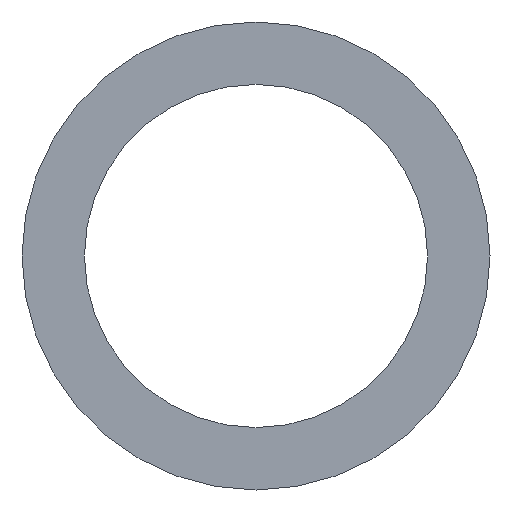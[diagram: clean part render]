
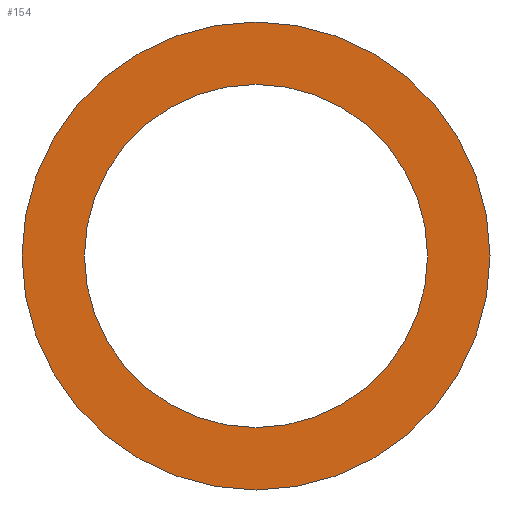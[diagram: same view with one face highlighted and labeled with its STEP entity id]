
A CAD part, left-side view. The second image highlights one B-rep face of the part: STEP entity #154.
In plain terms, the highlighted planar face has unit normal (-1, 0, 0).
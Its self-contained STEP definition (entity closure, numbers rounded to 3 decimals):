
#72 = EDGE_CURVE( '', #150, #108, #184, .T. );
#76 = VERTEX_POINT( '', #189 );
#84 = EDGE_CURVE( '', #76, #130, #197, .T. );
#108 = VERTEX_POINT( '', #223 );
#128 = EDGE_CURVE( '', #130, #76, #248, .T. );
#130 = VERTEX_POINT( '', #250 );
#150 = VERTEX_POINT( '', #273 );
#154 = ADVANCED_FACE( '', ( #277, #278 ), #279, .T. );
#158 = EDGE_CURVE( '', #108, #150, #284, .T. );
#184 = CIRCLE( '', #301, 160. );
#189 = CARTESIAN_POINT( '', ( -132., 117.3, 0. ) );
#197 = CIRCLE( '', #317, 117.3 );
#223 = CARTESIAN_POINT( '', ( -132., 160., 0. ) );
#248 = CIRCLE( '', #384, 117.3 );
#250 = CARTESIAN_POINT( '', ( -132., -117.3, 0. ) );
#273 = CARTESIAN_POINT( '', ( -132., -160., 0. ) );
#277 = FACE_BOUND( '', #420, .T. );
#278 = FACE_OUTER_BOUND( '', #421, .T. );
#279 = PLANE( '', #422 );
#284 = CIRCLE( '', #428, 160. );
#301 = AXIS2_PLACEMENT_3D( '', #439, #440, #441 );
#317 = AXIS2_PLACEMENT_3D( '', #451, #452, #453 );
#384 = AXIS2_PLACEMENT_3D( '', #527, #528, #529 );
#420 = EDGE_LOOP( '', ( #558, #559 ) );
#421 = EDGE_LOOP( '', ( #560, #561 ) );
#422 = AXIS2_PLACEMENT_3D( '', #562, #563, #564 );
#428 = AXIS2_PLACEMENT_3D( '', #573, #574, #575 );
#439 = CARTESIAN_POINT( '', ( -132., 0., 0. ) );
#440 = DIRECTION( '', ( -1., 0., 0. ) );
#441 = DIRECTION( '', ( 0., 1., 0. ) );
#451 = CARTESIAN_POINT( '', ( -132., 0., 0. ) );
#452 = DIRECTION( '', ( -1., 0., 0. ) );
#453 = DIRECTION( '', ( 0., 1., 0. ) );
#527 = CARTESIAN_POINT( '', ( -132., 0., 0. ) );
#528 = DIRECTION( '', ( -1., 0., 0. ) );
#529 = DIRECTION( '', ( 0., 1., 0. ) );
#558 = ORIENTED_EDGE( '', *, *, #84, .F. );
#559 = ORIENTED_EDGE( '', *, *, #128, .F. );
#560 = ORIENTED_EDGE( '', *, *, #158, .T. );
#561 = ORIENTED_EDGE( '', *, *, #72, .T. );
#562 = CARTESIAN_POINT( '', ( -132., 138.65, 0. ) );
#563 = DIRECTION( '', ( -1., 0., 0. ) );
#564 = DIRECTION( '', ( 0., 1., 0. ) );
#573 = CARTESIAN_POINT( '', ( -132., 0., 0. ) );
#574 = DIRECTION( '', ( -1., 0., 0. ) );
#575 = DIRECTION( '', ( 0., 1., 0. ) );
